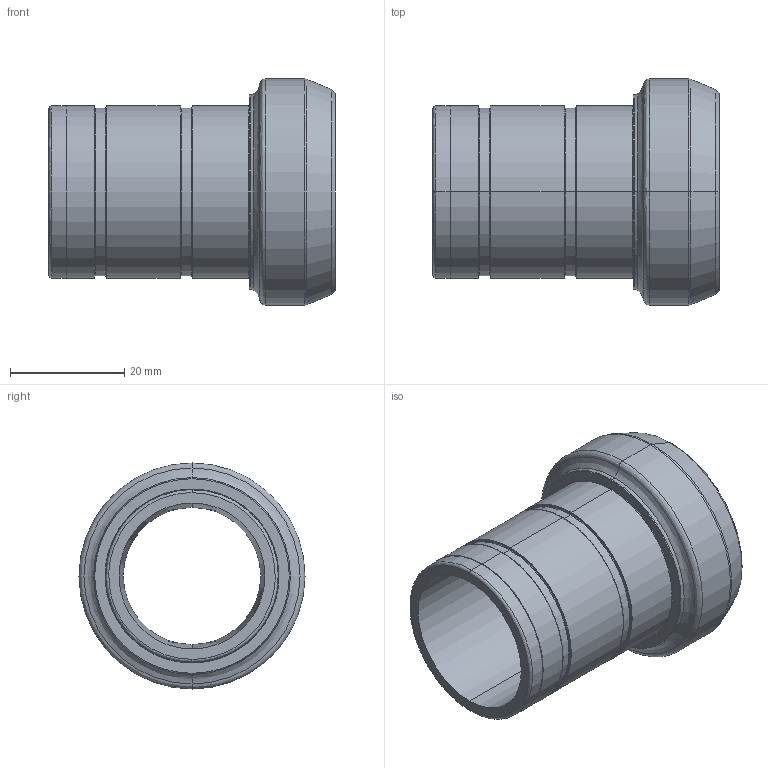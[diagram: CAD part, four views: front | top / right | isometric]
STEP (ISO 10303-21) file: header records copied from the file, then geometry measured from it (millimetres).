
FILE_DESCRIPTION (( 'STEP AP214' ), '1' );
FILE_NAME ('01-ADAPTÖR.STEP', '2023-01-23T11:05:52', ( '' ), ( '' ), 'SwSTEP 2.0', 'SolidWorks 2022', '' );
FILE_SCHEMA (( 'AUTOMOTIVE_DESIGN' ));
Length unit declared in the file: millimetre
Products named in the file (1): 01-ADAPTÖR
Bounding box: 50 x 39.5 x 39.5 mm (x, y, z)
Volume: 15947.9 mm3; surface area: 10139.1 mm2
Topology: 1 solids, 1 shells, 67 faces, 134 edges, 74 vertices
Faces by surface type: bspline 34, cylinder 20, plane 7, cone 6
Entity records: 2338 total; most frequent: CARTESIAN_POINT 1042, DIRECTION 270, ORIENTED_EDGE 268, EDGE_CURVE 134, AXIS2_PLACEMENT_3D 122, CIRCLE 88, EDGE_LOOP 74, VERTEX_POINT 74
